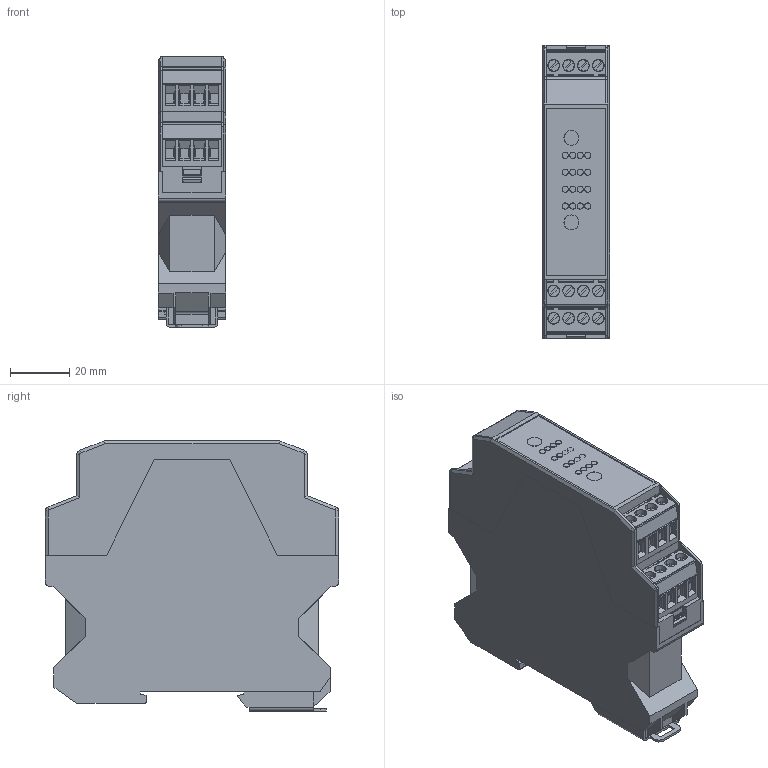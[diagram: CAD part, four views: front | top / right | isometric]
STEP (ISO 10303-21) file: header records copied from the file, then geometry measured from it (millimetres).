
FILE_DESCRIPTION((''),'2;1');
FILE_NAME('DM_CAD-1758A_ASM','2016-03-07T',('Creinig-se'),(''),'PRO/ENGINEER BY PARAMETRIC TECHNOLOGY CORPORATION, 2013050','PRO/ENGINEER BY PARAMETRIC TECHNOLOGY CORPORATION, 2013050','');
FILE_SCHEMA(('CONFIG_CONTROL_DESIGN'));
Length unit declared in the file: millimetre
Products named in the file (13): DM_CAD-2245_924; DM_CAD-1758A_924; DM_CAD-2244_908; DM_CAD-1758A_928; DM_CAD-1758A_VERSION; DM_CAD-1758A_44873; DM_CAD-1758A_44874; DM_CAD-1758A_44875; DM_CAD-1758A_44876; DM_CAD-1758A_930_ASM; DM_CAD-1758A_930_2_ASM; DM_CAD-1758A_931; DM_CAD-1758A_ASM
Assembly tree (19 placements, depth 3):
  DM_CAD-1758A_ASM
    DM_CAD-2245_924
    DM_CAD-1758A_924
    DM_CAD-2244_908
    DM_CAD-1758A_928  x3
    DM_CAD-1758A_VERSION
    DM_CAD-1758A_930_ASM  x2
      DM_CAD-1758A_44873
      DM_CAD-1758A_44874
      DM_CAD-1758A_44875
      DM_CAD-1758A_44876
    DM_CAD-1758A_930_2_ASM  x2
      DM_CAD-1758A_44873
      DM_CAD-1758A_44876
    DM_CAD-1758A_931  x2
Bounding box: 22.6 x 99 x 91.1 mm (x, y, z)
Volume: 57103.7 mm3; surface area: 56068.4 mm2
Topology: 21 solids, 21 shells, 1316 faces, 3450 edges, 2246 vertices
Faces by surface type: plane 969, cylinder 339, cone 8
Entity records: 33519 total; most frequent: CARTESIAN_POINT 4711, ORIENTED_EDGE 4532, DIRECTION 4408, PRESENTATION_STYLE_ASSIGNMENT 2269, STYLED_ITEM 2269, EDGE_CURVE 2266, CURVE_STYLE 2260, VECTOR 1814
